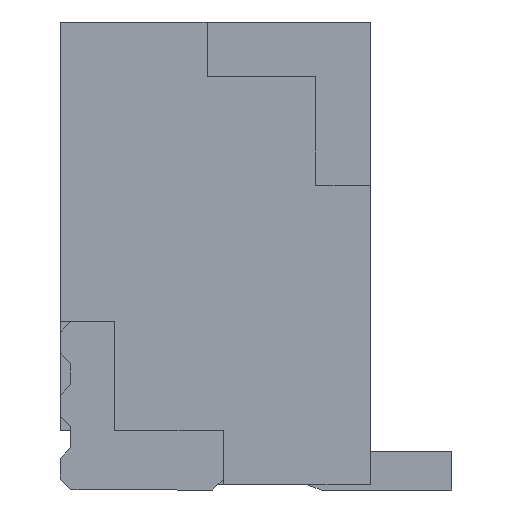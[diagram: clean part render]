
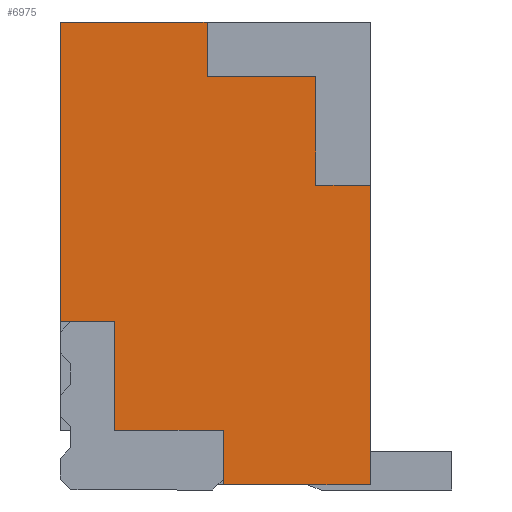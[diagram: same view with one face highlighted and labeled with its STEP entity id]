
A CAD part, left-side view. The second image highlights one B-rep face of the part: STEP entity #6975.
In plain terms, the highlighted planar face has unit normal (-1, 0, 0).
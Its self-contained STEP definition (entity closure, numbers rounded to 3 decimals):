
#252=FACE_OUTER_BOUND('',#624,.T.);
#624=EDGE_LOOP('',(#5439,#5440,#5441,#5442,#5443,#5444,#5445,#5446,#5447,
#5448,#5449,#5450));
#1238=LINE('',#10084,#2194);
#1268=LINE('',#10145,#2224);
#1320=LINE('',#10251,#2276);
#1327=LINE('',#10264,#2283);
#1330=LINE('',#10269,#2286);
#1332=LINE('',#10273,#2288);
#1335=LINE('',#10281,#2291);
#1339=LINE('',#10289,#2295);
#1342=LINE('',#10295,#2298);
#1345=LINE('',#10300,#2301);
#1393=LINE('',#10395,#2349);
#1394=LINE('',#10397,#2350);
#2194=VECTOR('',#8278,2.75);
#2224=VECTOR('',#8326,1.35);
#2276=VECTOR('',#8410,0.5);
#2283=VECTOR('',#8423,0.5);
#2286=VECTOR('',#8428,1.);
#2288=VECTOR('',#8434,1.);
#2291=VECTOR('',#8441,0.5);
#2295=VECTOR('',#8447,1.);
#2298=VECTOR('',#8452,1.);
#2301=VECTOR('',#8457,0.5);
#2349=VECTOR('',#8509,1.35);
#2350=VECTOR('',#8512,2.75);
#3000=VERTEX_POINT('',#10081);
#3001=VERTEX_POINT('',#10083);
#3018=VERTEX_POINT('',#10133);
#3060=VERTEX_POINT('',#10248);
#3061=VERTEX_POINT('',#10250);
#3064=VERTEX_POINT('',#10262);
#3065=VERTEX_POINT('',#10267);
#3067=VERTEX_POINT('',#10279);
#3068=VERTEX_POINT('',#10280);
#3071=VERTEX_POINT('',#10288);
#3073=VERTEX_POINT('',#10294);
#3119=VERTEX_POINT('',#10393);
#3788=EDGE_CURVE('',#3001,#3000,#1238,.T.);
#3818=EDGE_CURVE('',#3018,#3001,#1268,.T.);
#3870=EDGE_CURVE('',#3061,#3060,#1320,.T.);
#3877=EDGE_CURVE('',#3000,#3064,#1327,.T.);
#3880=EDGE_CURVE('',#3064,#3065,#1330,.T.);
#3882=EDGE_CURVE('',#3065,#3061,#1332,.T.);
#3885=EDGE_CURVE('',#3067,#3068,#1335,.T.);
#3889=EDGE_CURVE('',#3068,#3071,#1339,.T.);
#3892=EDGE_CURVE('',#3071,#3073,#1342,.T.);
#3895=EDGE_CURVE('',#3073,#3018,#1345,.T.);
#3943=EDGE_CURVE('',#3060,#3119,#1393,.T.);
#3944=EDGE_CURVE('',#3119,#3067,#1394,.T.);
#5439=ORIENTED_EDGE('',*,*,#3877,.T.);
#5440=ORIENTED_EDGE('',*,*,#3880,.T.);
#5441=ORIENTED_EDGE('',*,*,#3882,.T.);
#5442=ORIENTED_EDGE('',*,*,#3870,.T.);
#5443=ORIENTED_EDGE('',*,*,#3943,.T.);
#5444=ORIENTED_EDGE('',*,*,#3944,.T.);
#5445=ORIENTED_EDGE('',*,*,#3885,.T.);
#5446=ORIENTED_EDGE('',*,*,#3889,.T.);
#5447=ORIENTED_EDGE('',*,*,#3892,.T.);
#5448=ORIENTED_EDGE('',*,*,#3895,.T.);
#5449=ORIENTED_EDGE('',*,*,#3818,.T.);
#5450=ORIENTED_EDGE('',*,*,#3788,.T.);
#6408=PLANE('',#7332);
#6975=ADVANCED_FACE('',(#252),#6408,.T.);
#7332=AXIS2_PLACEMENT_3D('',#10396,#8510,#8511);
#8278=DIRECTION('',(0.,0.,-1.));
#8326=DIRECTION('',(0.,1.,0.));
#8410=DIRECTION('',(0.,0.,-1.));
#8423=DIRECTION('',(0.,-1.,0.));
#8428=DIRECTION('',(0.,0.,-1.));
#8434=DIRECTION('',(0.,-1.,0.));
#8441=DIRECTION('',(0.,1.,0.));
#8447=DIRECTION('',(0.,0.,1.));
#8452=DIRECTION('',(0.,1.,0.));
#8457=DIRECTION('',(0.,0.,1.));
#8509=DIRECTION('',(0.,-1.,0.));
#8510=DIRECTION('center_axis',(-1.,0.,0.));
#8511=DIRECTION('ref_axis',(0.,0.,1.));
#8512=DIRECTION('',(0.,0.,1.));
#10081=CARTESIAN_POINT('',(-6.,2.9,1.5));
#10083=CARTESIAN_POINT('',(-6.,2.9,4.25));
#10084=CARTESIAN_POINT('',(-6.,2.9,4.25));
#10133=CARTESIAN_POINT('',(-6.,1.55,4.25));
#10145=CARTESIAN_POINT('',(-6.,0.05,4.25));
#10248=CARTESIAN_POINT('',(-6.,1.4,0.));
#10250=CARTESIAN_POINT('',(-6.,1.4,0.5));
#10251=CARTESIAN_POINT('',(-6.,1.4,0.986));
#10262=CARTESIAN_POINT('',(-6.,2.4,1.5));
#10264=CARTESIAN_POINT('',(-6.,1.931,1.5));
#10267=CARTESIAN_POINT('',(-6.,2.4,0.5));
#10269=CARTESIAN_POINT('',(-6.,2.4,1.236));
#10273=CARTESIAN_POINT('',(-6.,1.431,0.5));
#10279=CARTESIAN_POINT('',(-6.,0.05,2.75));
#10280=CARTESIAN_POINT('',(-6.,0.55,2.75));
#10281=CARTESIAN_POINT('',(-6.,1.006,2.75));
#10288=CARTESIAN_POINT('',(-6.,0.55,3.75));
#10289=CARTESIAN_POINT('',(-6.,0.55,2.861));
#10294=CARTESIAN_POINT('',(-6.,1.55,3.75));
#10295=CARTESIAN_POINT('',(-6.,1.506,3.75));
#10300=CARTESIAN_POINT('',(-6.,1.55,3.111));
#10393=CARTESIAN_POINT('',(-6.,0.05,0.));
#10395=CARTESIAN_POINT('',(-6.,2.4,0.));
#10396=CARTESIAN_POINT('Origin',(-6.,1.463,1.972));
#10397=CARTESIAN_POINT('',(-6.,0.05,0.));
